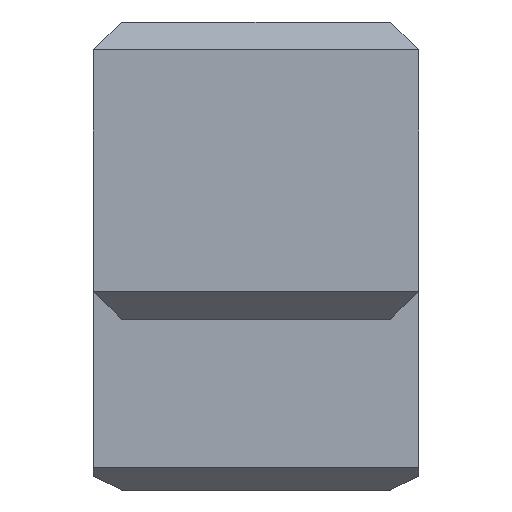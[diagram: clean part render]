
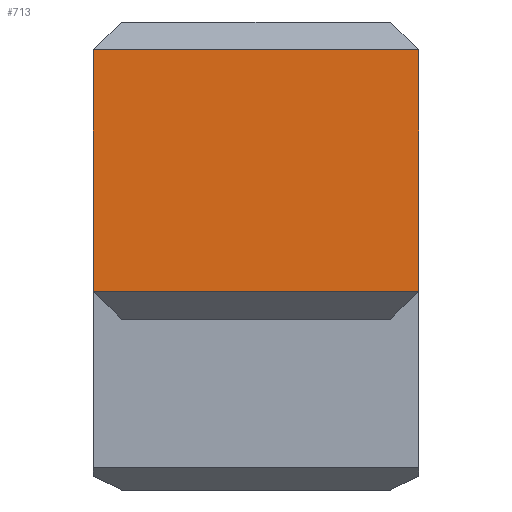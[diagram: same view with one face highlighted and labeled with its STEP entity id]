
A CAD part, front view. The second image highlights one B-rep face of the part: STEP entity #713.
In plain terms, the highlighted planar face has unit normal (0, -1, 0).
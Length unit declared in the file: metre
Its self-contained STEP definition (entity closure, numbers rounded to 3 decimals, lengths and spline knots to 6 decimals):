
#123=ORIENTED_EDGE('',*,*,#286,.F.);
#124=ORIENTED_EDGE('',*,*,#328,.F.);
#125=ORIENTED_EDGE('',*,*,#306,.T.);
#126=ORIENTED_EDGE('',*,*,#329,.F.);
#286=EDGE_CURVE('',#390,#391,#452,.T.);
#306=EDGE_CURVE('',#409,#408,#468,.T.);
#328=EDGE_CURVE('',#409,#390,#488,.T.);
#329=EDGE_CURVE('',#391,#408,#489,.T.);
#390=VERTEX_POINT('',#1069);
#391=VERTEX_POINT('',#1071);
#408=VERTEX_POINT('',#1111);
#409=VERTEX_POINT('',#1113);
#452=LINE('',#1070,#522);
#468=LINE('',#1112,#538);
#488=LINE('',#1155,#558);
#489=LINE('',#1156,#559);
#522=VECTOR('',#855,1.);
#538=VECTOR('',#887,1.);
#558=VECTOR('',#917,1.);
#559=VECTOR('',#918,1.);
#586=EDGE_LOOP('',(#123,#124,#125,#126));
#635=FACE_BOUND('',#586,.T.);
#683=PLANE('',#778);
#713=ADVANCED_FACE('',(#635),#683,.T.);
#778=AXIS2_PLACEMENT_3D('',#1154,#915,#916);
#855=DIRECTION('',(0.,0.,1.));
#887=DIRECTION('',(0.,0.,1.));
#915=DIRECTION('',(0.,-1.,0.));
#916=DIRECTION('',(0.,0.,-1.));
#917=DIRECTION('',(-1.,0.,0.));
#918=DIRECTION('',(1.,0.,0.));
#1069=CARTESIAN_POINT('',(0.00625,-0.0425,-0.12215));
#1070=CARTESIAN_POINT('',(0.00625,-0.0425,-0.1189));
#1071=CARTESIAN_POINT('',(0.00625,-0.0425,-0.11565));
#1111=CARTESIAN_POINT('',(0.015,-0.0425,-0.11565));
#1112=CARTESIAN_POINT('',(0.015,-0.0425,-0.1189));
#1113=CARTESIAN_POINT('',(0.015,-0.0425,-0.12215));
#1154=CARTESIAN_POINT('',(0.006248,-0.0425,-0.1189));
#1155=CARTESIAN_POINT('',(0.006248,-0.0425,-0.12215));
#1156=CARTESIAN_POINT('',(0.015,-0.0425,-0.11565));
